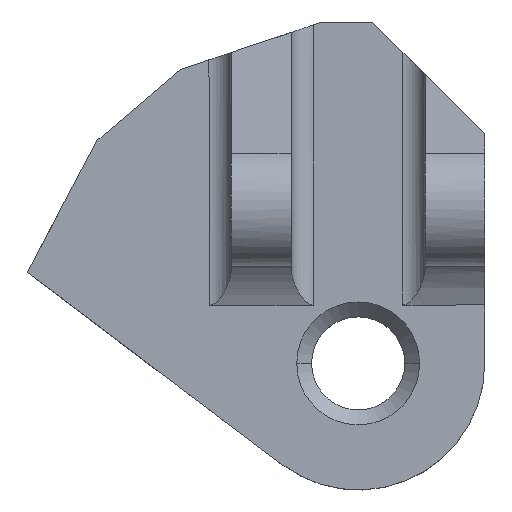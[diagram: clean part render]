
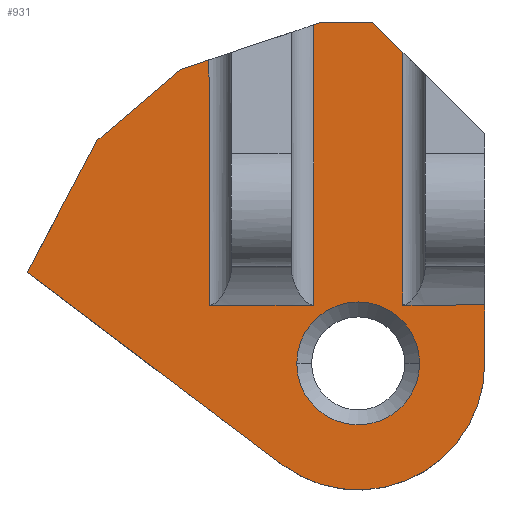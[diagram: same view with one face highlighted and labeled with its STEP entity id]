
A CAD part, top view. The second image highlights one B-rep face of the part: STEP entity #931.
In plain terms, the highlighted planar face has unit normal (0, 0, 1).
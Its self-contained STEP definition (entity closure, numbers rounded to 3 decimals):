
#230=CARTESIAN_POINT('Vertex',(-23.808,39.474,8.)) ;
#244=CARTESIAN_POINT('Vertex',(-35.08,29.907,8.)) ;
#247=CARTESIAN_POINT('Line Origine',(-29.444,34.69,8.)) ;
#550=CARTESIAN_POINT('Vertex',(-8.25,0.,8.)) ;
#553=CARTESIAN_POINT('Axis2P3D Location',(0.,0.,8.)) ;
#557=CARTESIAN_POINT('Vertex',(8.25,0.,8.)) ;
#577=CARTESIAN_POINT('Axis2P3D Location',(0.,0.,8.)) ;
#655=CARTESIAN_POINT('Vertex',(-6.,7.822,8.)) ;
#658=CARTESIAN_POINT('Line Origine',(-6.,14.421,8.)) ;
#662=CARTESIAN_POINT('Vertex',(-6.,45.455,8.)) ;
#710=CARTESIAN_POINT('Vertex',(-20.036,40.741,8.)) ;
#713=CARTESIAN_POINT('Line Origine',(-20.013,14.421,8.)) ;
#717=CARTESIAN_POINT('Vertex',(-20.007,7.81,8.)) ;
#754=CARTESIAN_POINT('Line Origine',(-0.007,7.827,8.)) ;
#758=CARTESIAN_POINT('Vertex',(-17.007,7.812,8.)) ;
#761=CARTESIAN_POINT('Line Origine',(-0.007,7.827,8.)) ;
#765=CARTESIAN_POINT('Vertex',(-9.,7.819,8.)) ;
#768=CARTESIAN_POINT('Line Origine',(-0.007,7.827,8.)) ;
#830=CARTESIAN_POINT('Axis2P3D Location',(0.,0.,8.)) ;
#835=CARTESIAN_POINT('Line Origine',(3.98,43.822,8.)) ;
#839=CARTESIAN_POINT('Vertex',(1.96,45.842,8.)) ;
#841=CARTESIAN_POINT('Vertex',(6.,41.802,8.)) ;
#844=CARTESIAN_POINT('Line Origine',(-1.444,45.842,8.)) ;
#848=CARTESIAN_POINT('Vertex',(-4.849,45.842,8.)) ;
#851=CARTESIAN_POINT('Line Origine',(-5.424,45.649,8.)) ;
#856=CARTESIAN_POINT('Line Origine',(-21.922,40.107,8.)) ;
#861=CARTESIAN_POINT('Line Origine',(-39.762,21.071,8.)) ;
#865=CARTESIAN_POINT('Vertex',(-44.444,12.235,8.)) ;
#868=CARTESIAN_POINT('Line Origine',(-27.341,-0.668,8.)) ;
#872=CARTESIAN_POINT('Vertex',(-10.238,-13.571,8.)) ;
#875=CARTESIAN_POINT('Axis2P3D Location',(0.,0.,8.)) ;
#879=CARTESIAN_POINT('Vertex',(17.,0.015,8.)) ;
#882=CARTESIAN_POINT('Line Origine',(16.997,3.928,8.)) ;
#886=CARTESIAN_POINT('Vertex',(16.993,7.842,8.)) ;
#889=CARTESIAN_POINT('Line Origine',(12.997,7.839,8.)) ;
#893=CARTESIAN_POINT('Vertex',(9.,7.835,8.)) ;
#896=CARTESIAN_POINT('Line Origine',(7.5,7.834,8.)) ;
#900=CARTESIAN_POINT('Vertex',(6.,7.832,8.)) ;
#903=CARTESIAN_POINT('Line Origine',(6.,24.817,8.)) ;
#248=DIRECTION('Vector Direction',(0.762,0.647,0.)) ;
#554=DIRECTION('Axis2P3D Direction',(0.,0.,1.)) ;
#578=DIRECTION('Axis2P3D Direction',(0.,0.,1.)) ;
#659=DIRECTION('Vector Direction',(0.,-1.,0.)) ;
#714=DIRECTION('Vector Direction',(-0.001,1.,0.)) ;
#755=DIRECTION('Vector Direction',(1.,0.001,0.)) ;
#762=DIRECTION('Vector Direction',(1.,0.001,0.)) ;
#769=DIRECTION('Vector Direction',(1.,0.001,0.)) ;
#831=DIRECTION('Axis2P3D Direction',(0.,0.,1.)) ;
#832=DIRECTION('Axis2P3D XDirection',(1.,0.,0.)) ;
#836=DIRECTION('Vector Direction',(0.707,-0.707,0.)) ;
#845=DIRECTION('Vector Direction',(1.,0.,0.)) ;
#852=DIRECTION('Vector Direction',(0.948,0.318,0.)) ;
#857=DIRECTION('Vector Direction',(0.948,0.318,0.)) ;
#862=DIRECTION('Vector Direction',(0.468,0.884,0.)) ;
#869=DIRECTION('Vector Direction',(-0.798,0.602,0.)) ;
#876=DIRECTION('Axis2P3D Direction',(0.,0.,1.)) ;
#883=DIRECTION('Vector Direction',(0.001,-1.,0.)) ;
#890=DIRECTION('Vector Direction',(1.,0.001,0.)) ;
#897=DIRECTION('Vector Direction',(-1.,-0.001,0.)) ;
#904=DIRECTION('Vector Direction',(0.,1.,0.)) ;
#555=AXIS2_PLACEMENT_3D('Circle Axis2P3D',#553,#554,$) ;
#579=AXIS2_PLACEMENT_3D('Circle Axis2P3D',#577,#578,$) ;
#833=AXIS2_PLACEMENT_3D('Plane Axis2P3D',#830,#831,#832) ;
#877=AXIS2_PLACEMENT_3D('Circle Axis2P3D',#875,#876,$) ;
#909=ORIENTED_EDGE('',*,*,#843,.F.) ;
#910=ORIENTED_EDGE('',*,*,#850,.T.) ;
#911=ORIENTED_EDGE('',*,*,#855,.T.) ;
#912=ORIENTED_EDGE('',*,*,#664,.F.) ;
#913=ORIENTED_EDGE('',*,*,#772,.T.) ;
#914=ORIENTED_EDGE('',*,*,#767,.F.) ;
#915=ORIENTED_EDGE('',*,*,#760,.T.) ;
#916=ORIENTED_EDGE('',*,*,#719,.F.) ;
#917=ORIENTED_EDGE('',*,*,#860,.T.) ;
#918=ORIENTED_EDGE('',*,*,#251,.T.) ;
#919=ORIENTED_EDGE('',*,*,#867,.T.) ;
#920=ORIENTED_EDGE('',*,*,#874,.T.) ;
#921=ORIENTED_EDGE('',*,*,#881,.T.) ;
#922=ORIENTED_EDGE('',*,*,#888,.T.) ;
#923=ORIENTED_EDGE('',*,*,#895,.F.) ;
#924=ORIENTED_EDGE('',*,*,#902,.T.) ;
#925=ORIENTED_EDGE('',*,*,#907,.F.) ;
#928=ORIENTED_EDGE('',*,*,#581,.F.) ;
#929=ORIENTED_EDGE('',*,*,#559,.F.) ;
#930=FACE_BOUND('',#927,.T.) ;
#249=VECTOR('Line Direction',#248,1.) ;
#660=VECTOR('Line Direction',#659,1.) ;
#715=VECTOR('Line Direction',#714,1.) ;
#756=VECTOR('Line Direction',#755,1.) ;
#763=VECTOR('Line Direction',#762,1.) ;
#770=VECTOR('Line Direction',#769,1.) ;
#837=VECTOR('Line Direction',#836,1.) ;
#846=VECTOR('Line Direction',#845,1.) ;
#853=VECTOR('Line Direction',#852,1.) ;
#858=VECTOR('Line Direction',#857,1.) ;
#863=VECTOR('Line Direction',#862,1.) ;
#870=VECTOR('Line Direction',#869,1.) ;
#884=VECTOR('Line Direction',#883,1.) ;
#891=VECTOR('Line Direction',#890,1.) ;
#898=VECTOR('Line Direction',#897,1.) ;
#905=VECTOR('Line Direction',#904,1.) ;
#931=ADVANCED_FACE('Corps principal',(#926,#930),#834,.T.) ;
#556=CIRCLE('generated circle',#555,8.25) ;
#580=CIRCLE('generated circle',#579,8.25) ;
#878=CIRCLE('generated circle',#877,17.) ;
#251=EDGE_CURVE('',#231,#245,#250,.F.) ;
#559=EDGE_CURVE('',#551,#558,#556,.T.) ;
#581=EDGE_CURVE('',#558,#551,#580,.T.) ;
#664=EDGE_CURVE('',#656,#663,#661,.F.) ;
#719=EDGE_CURVE('',#711,#718,#716,.F.) ;
#760=EDGE_CURVE('',#759,#718,#757,.F.) ;
#767=EDGE_CURVE('',#759,#766,#764,.T.) ;
#772=EDGE_CURVE('',#656,#766,#771,.F.) ;
#843=EDGE_CURVE('',#840,#842,#838,.T.) ;
#850=EDGE_CURVE('',#840,#849,#847,.F.) ;
#855=EDGE_CURVE('',#849,#663,#854,.F.) ;
#860=EDGE_CURVE('',#711,#231,#859,.F.) ;
#867=EDGE_CURVE('',#245,#866,#864,.F.) ;
#874=EDGE_CURVE('',#866,#873,#871,.F.) ;
#881=EDGE_CURVE('',#873,#880,#878,.T.) ;
#888=EDGE_CURVE('',#880,#887,#885,.F.) ;
#895=EDGE_CURVE('',#894,#887,#892,.T.) ;
#902=EDGE_CURVE('',#894,#901,#899,.T.) ;
#907=EDGE_CURVE('',#842,#901,#906,.F.) ;
#908=EDGE_LOOP('',(#909,#910,#911,#912,#913,#914,#915,#916,#917,#918,#919,#920,#921,#922,#923,#924,#925)) ;
#927=EDGE_LOOP('',(#928,#929)) ;
#926=FACE_OUTER_BOUND('',#908,.T.) ;
#250=LINE('Line',#247,#249) ;
#661=LINE('Line',#658,#660) ;
#716=LINE('Line',#713,#715) ;
#757=LINE('Line',#754,#756) ;
#764=LINE('Line',#761,#763) ;
#771=LINE('Line',#768,#770) ;
#838=LINE('Line',#835,#837) ;
#847=LINE('Line',#844,#846) ;
#854=LINE('Line',#851,#853) ;
#859=LINE('Line',#856,#858) ;
#864=LINE('Line',#861,#863) ;
#871=LINE('Line',#868,#870) ;
#885=LINE('Line',#882,#884) ;
#892=LINE('Line',#889,#891) ;
#899=LINE('Line',#896,#898) ;
#906=LINE('Line',#903,#905) ;
#834=PLANE('Plane',#833) ;
#231=VERTEX_POINT('',#230) ;
#245=VERTEX_POINT('',#244) ;
#551=VERTEX_POINT('',#550) ;
#558=VERTEX_POINT('',#557) ;
#656=VERTEX_POINT('',#655) ;
#663=VERTEX_POINT('',#662) ;
#711=VERTEX_POINT('',#710) ;
#718=VERTEX_POINT('',#717) ;
#759=VERTEX_POINT('',#758) ;
#766=VERTEX_POINT('',#765) ;
#840=VERTEX_POINT('',#839) ;
#842=VERTEX_POINT('',#841) ;
#849=VERTEX_POINT('',#848) ;
#866=VERTEX_POINT('',#865) ;
#873=VERTEX_POINT('',#872) ;
#880=VERTEX_POINT('',#879) ;
#887=VERTEX_POINT('',#886) ;
#894=VERTEX_POINT('',#893) ;
#901=VERTEX_POINT('',#900) ;
